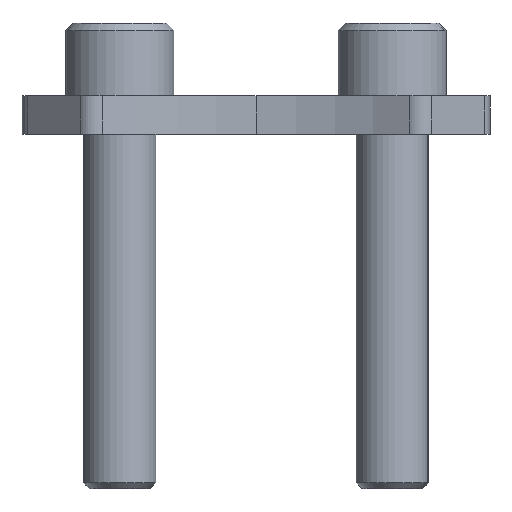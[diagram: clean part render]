
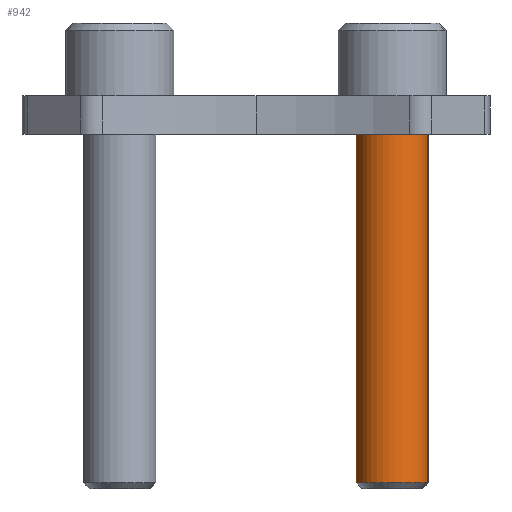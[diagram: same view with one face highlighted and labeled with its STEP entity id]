
A CAD part, top view. The second image highlights one B-rep face of the part: STEP entity #942.
In plain terms, the highlighted cylindrical face has radius 6 mm (diameter 12 mm), a partial arc.
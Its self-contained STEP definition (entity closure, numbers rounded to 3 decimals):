
#5 = FACE_OUTER_BOUND ( 'NONE', #866, .T. ) ;
#8 = DIRECTION ( 'NONE',  ( -1., 0., 0. ) ) ;
#38 = DIRECTION ( 'NONE',  ( -1., 0., 0. ) ) ;
#41 = ORIENTED_EDGE ( 'NONE', *, *, #69, .T. ) ;
#69 = EDGE_CURVE ( 'NONE', #1408, #1127, #562, .T. ) ;
#118 = CYLINDRICAL_SURFACE ( 'NONE', #747, 6. ) ;
#135 = CARTESIAN_POINT ( 'NONE',  ( -31.75, 0., -6. ) ) ;
#148 = DIRECTION ( 'NONE',  ( -1., 0., 0. ) ) ;
#178 = CARTESIAN_POINT ( 'NONE',  ( 76.035, 0., 0. ) ) ;
#198 = ORIENTED_EDGE ( 'NONE', *, *, #362, .T. ) ;
#213 = VECTOR ( 'NONE', #766, 1000. ) ;
#242 = ORIENTED_EDGE ( 'NONE', *, *, #607, .F. ) ;
#247 = DIRECTION ( 'NONE',  ( -1., 0., 0. ) ) ;
#297 = ORIENTED_EDGE ( 'NONE', *, *, #616, .F. ) ;
#362 = EDGE_CURVE ( 'NONE', #684, #1408, #1373, .T. ) ;
#367 = CIRCLE ( 'NONE', #1426, 6. ) ;
#405 = CARTESIAN_POINT ( 'NONE',  ( 12.6, 0., 6. ) ) ;
#562 = LINE ( 'NONE', #1255, #213 ) ;
#577 = AXIS2_PLACEMENT_3D ( 'NONE', #178, #38, #639 ) ;
#582 = VECTOR ( 'NONE', #247, 1000. ) ;
#592 = LINE ( 'NONE', #135, #582 ) ;
#607 = EDGE_CURVE ( 'NONE', #684, #785, #592, .T. ) ;
#616 = EDGE_CURVE ( 'NONE', #785, #1127, #367, .T. ) ;
#621 = CARTESIAN_POINT ( 'NONE',  ( 12.6, 0., -6. ) ) ;
#639 = DIRECTION ( 'NONE',  ( 0., 0., 1. ) ) ;
#684 = VERTEX_POINT ( 'NONE', #688 ) ;
#688 = CARTESIAN_POINT ( 'NONE',  ( 76.035, 0., -6. ) ) ;
#710 = DIRECTION ( 'NONE',  ( 0., 0., 1. ) ) ;
#747 = AXIS2_PLACEMENT_3D ( 'NONE', #1129, #148, #710 ) ;
#766 = DIRECTION ( 'NONE',  ( -1., 0., 0. ) ) ;
#785 = VERTEX_POINT ( 'NONE', #621 ) ;
#866 = EDGE_LOOP ( 'NONE', ( #242, #198, #41, #297 ) ) ;
#942 = ADVANCED_FACE ( 'NONE', ( #5 ), #118, .T. ) ;
#980 = CARTESIAN_POINT ( 'NONE',  ( 76.035, 0., 6. ) ) ;
#1127 = VERTEX_POINT ( 'NONE', #405 ) ;
#1129 = CARTESIAN_POINT ( 'NONE',  ( -31.75, 0., 0. ) ) ;
#1255 = CARTESIAN_POINT ( 'NONE',  ( -31.75, 0., 6. ) ) ;
#1373 = CIRCLE ( 'NONE', #577, 6. ) ;
#1397 = DIRECTION ( 'NONE',  ( 0., 0., 1. ) ) ;
#1408 = VERTEX_POINT ( 'NONE', #980 ) ;
#1426 = AXIS2_PLACEMENT_3D ( 'NONE', #1494, #8, #1397 ) ;
#1494 = CARTESIAN_POINT ( 'NONE',  ( 12.6, 0., 0. ) ) ;
